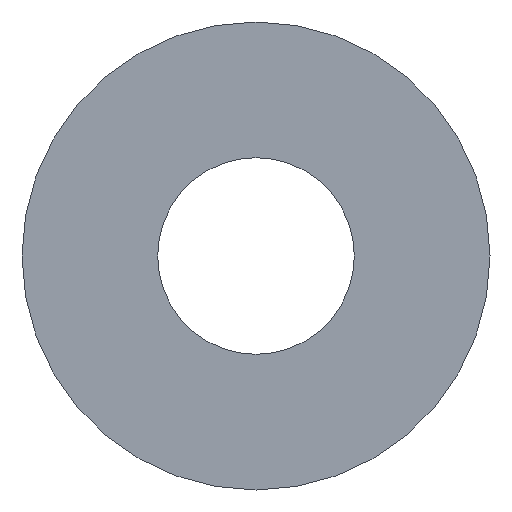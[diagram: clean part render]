
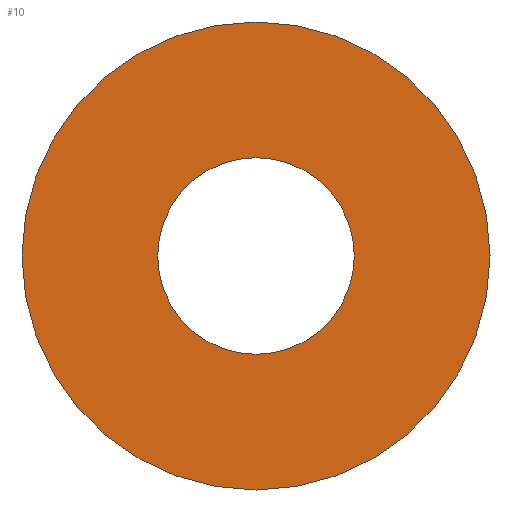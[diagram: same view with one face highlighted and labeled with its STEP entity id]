
A CAD part, front view. The second image highlights one B-rep face of the part: STEP entity #10.
In plain terms, the highlighted planar face has unit normal (0, -1, 0).
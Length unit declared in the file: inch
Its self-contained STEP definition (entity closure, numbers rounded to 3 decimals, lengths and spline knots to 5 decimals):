
#4 = CARTESIAN_POINT ( 'NONE',  ( 0., 0., 0. ) ) ;
#10 = ADVANCED_FACE ( 'NONE', ( #140, #24 ), #101, .F. ) ;
#17 = EDGE_CURVE ( 'NONE', #176, #196, #36, .T. ) ;
#24 = FACE_OUTER_BOUND ( 'NONE', #132, .T. ) ;
#36 = CIRCLE ( 'NONE', #133, 0.125 ) ;
#47 = DIRECTION ( 'NONE',  ( 0., 0., 1. ) ) ;
#75 = ORIENTED_EDGE ( 'NONE', *, *, #181, .T. ) ;
#79 = AXIS2_PLACEMENT_3D ( 'NONE', #242, #87, #206 ) ;
#83 = DIRECTION ( 'NONE',  ( 0., 1., 0. ) ) ;
#87 = DIRECTION ( 'NONE',  ( 0., 1., 0. ) ) ;
#90 = AXIS2_PLACEMENT_3D ( 'NONE', #164, #183, #47 ) ;
#93 = DIRECTION ( 'NONE',  ( 0., 1., 0. ) ) ;
#98 = VERTEX_POINT ( 'NONE', #231 ) ;
#99 = VERTEX_POINT ( 'NONE', #227 ) ;
#101 = PLANE ( 'NONE',  #105 ) ;
#105 = AXIS2_PLACEMENT_3D ( 'NONE', #239, #178, #214 ) ;
#118 = AXIS2_PLACEMENT_3D ( 'NONE', #149, #93, #169 ) ;
#121 = CIRCLE ( 'NONE', #79, 0.125 ) ;
#124 = CARTESIAN_POINT ( 'NONE',  ( 0., 0., 0.125 ) ) ;
#132 = EDGE_LOOP ( 'NONE', ( #193, #215 ) ) ;
#133 = AXIS2_PLACEMENT_3D ( 'NONE', #4, #83, #160 ) ;
#140 = FACE_BOUND ( 'NONE', #213, .T. ) ;
#141 = CIRCLE ( 'NONE', #118, 0.0525 ) ;
#143 = CIRCLE ( 'NONE', #90, 0.0525 ) ;
#149 = CARTESIAN_POINT ( 'NONE',  ( 0., 0., 0. ) ) ;
#156 = ORIENTED_EDGE ( 'NONE', *, *, #243, .T. ) ;
#160 = DIRECTION ( 'NONE',  ( 0., 0., 1. ) ) ;
#164 = CARTESIAN_POINT ( 'NONE',  ( 0., 0., 0. ) ) ;
#169 = DIRECTION ( 'NONE',  ( 0., 0., 1. ) ) ;
#176 = VERTEX_POINT ( 'NONE', #124 ) ;
#178 = DIRECTION ( 'NONE',  ( 0., 1., 0. ) ) ;
#181 = EDGE_CURVE ( 'NONE', #99, #98, #143, .T. ) ;
#183 = DIRECTION ( 'NONE',  ( 0., 1., 0. ) ) ;
#186 = EDGE_CURVE ( 'NONE', #196, #176, #121, .T. ) ;
#193 = ORIENTED_EDGE ( 'NONE', *, *, #186, .F. ) ;
#196 = VERTEX_POINT ( 'NONE', #223 ) ;
#206 = DIRECTION ( 'NONE',  ( 0., 0., 1. ) ) ;
#213 = EDGE_LOOP ( 'NONE', ( #156, #75 ) ) ;
#214 = DIRECTION ( 'NONE',  ( 0., 0., 1. ) ) ;
#215 = ORIENTED_EDGE ( 'NONE', *, *, #17, .F. ) ;
#223 = CARTESIAN_POINT ( 'NONE',  ( 0., 0., -0.125 ) ) ;
#227 = CARTESIAN_POINT ( 'NONE',  ( 0., 0., -0.0525 ) ) ;
#231 = CARTESIAN_POINT ( 'NONE',  ( 0., 0., 0.0525 ) ) ;
#239 = CARTESIAN_POINT ( 'NONE',  ( 0., 0., 0. ) ) ;
#242 = CARTESIAN_POINT ( 'NONE',  ( 0., 0., 0. ) ) ;
#243 = EDGE_CURVE ( 'NONE', #98, #99, #141, .T. ) ;
